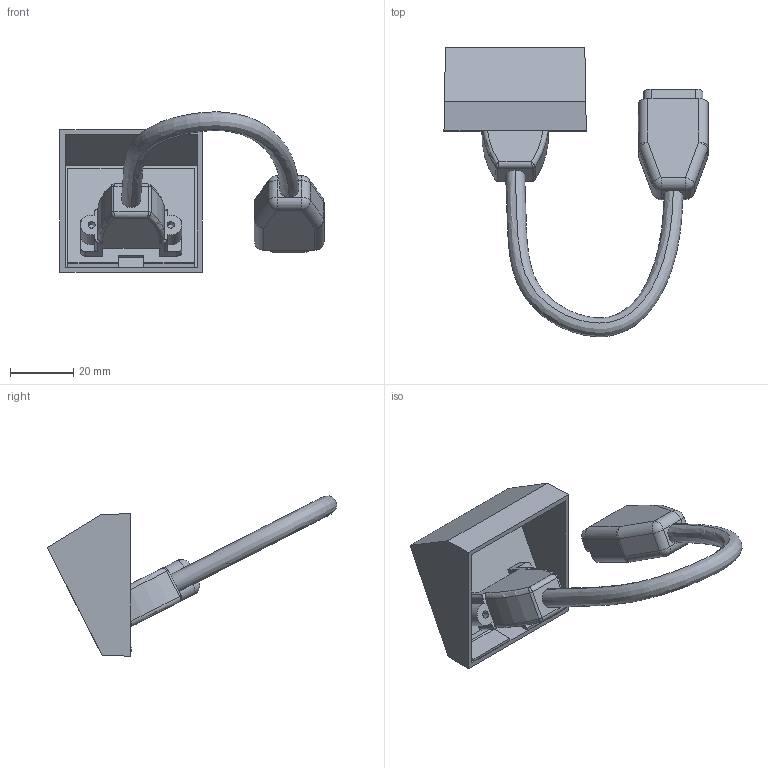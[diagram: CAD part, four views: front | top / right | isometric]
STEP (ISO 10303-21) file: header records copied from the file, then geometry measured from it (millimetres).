
FILE_DESCRIPTION (( 'STEP AP214' ), '1' );
FILE_NAME ('6104838.stp', '2016-10-21T12:37:31', ( '' ), ( '' ), 'SwSTEP 2.0', 'SolidWorks 2016', '' );
FILE_SCHEMA (( 'AUTOMOTIVE_DESIGN' ));
Length unit declared in the file: millimetre
Products named in the file (9): 043139_Standard; 6104838; 012862_Standard; 058188_Standard; 058188T1_Lochbild HDMI; P_39442555_1_Standard; 021560_Standard; 021679_Standard; 048639_Lochbild HDMI Tr„gerplatte
Assembly tree (9 placements, depth 3):
  6104838
    048639_Lochbild HDMI Tr„gerplatte
      043139_Standard
    021679_Standard
    021560_Standard
    P_39442555_1_Standard
    058188_Standard
      058188T1_Lochbild HDMI
    012862_Standard  x2
Bounding box: 83.5 x 91.61 x 50.66 mm (x, y, z)
Volume: 26381.7 mm3; surface area: 23429.7 mm2
Topology: 7 solids, 7 shells, 288 faces, 681 edges, 405 vertices
Faces by surface type: plane 173, cylinder 89, sphere 8, cone 8, bspline 6, torus 4
Entity records: 8712 total; most frequent: CARTESIAN_POINT 1950, DIRECTION 1266, ORIENTED_EDGE 1198, EDGE_CURVE 599, AXIS2_PLACEMENT_3D 430, VECTOR 406, LINE 406, VERTEX_POINT 368
